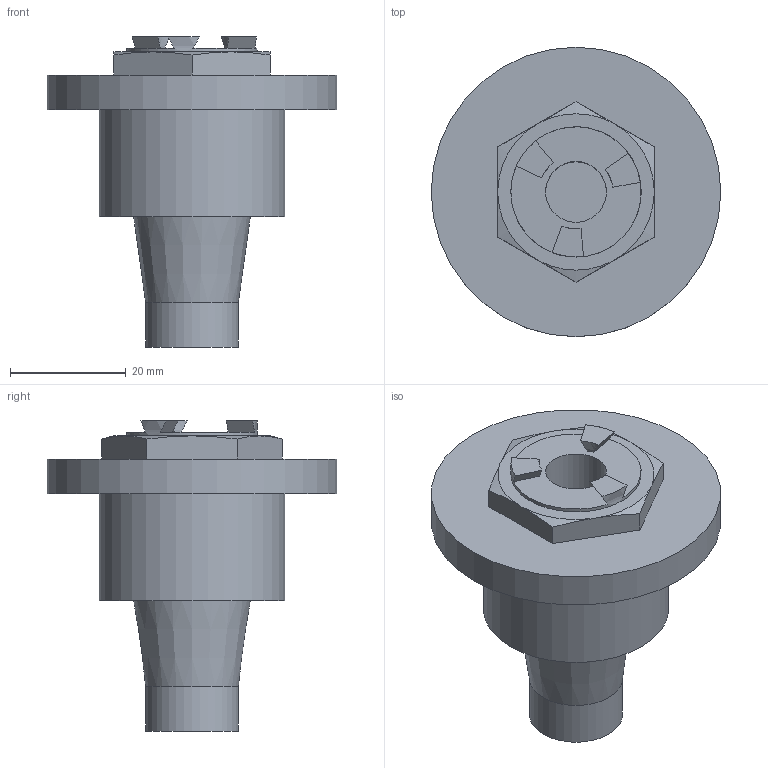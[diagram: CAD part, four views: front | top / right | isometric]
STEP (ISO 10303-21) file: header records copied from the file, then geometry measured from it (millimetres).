
FILE_DESCRIPTION(/* description */ (''),/* implementation_level */ '2;1');
FILE_NAME(/* name */ '836281_stp.stp',/* time_stamp */ '2017-05-17T08:23:58+02:00',/* author */ (''),/* organization */ (''),/* preprocessor_version */ 'ST-DEVELOPER v15',/* originating_system */ 'SIEMENS PLM Software NX 9.0',/* authorisation */ '');
FILE_SCHEMA (('AUTOMOTIVE_DESIGN { 1 0 10303 214 3 1 1 1 }'));
Length unit declared in the file: millimetre
Products named in the file (1): reic12749A0F2zpw
Bounding box: 50 x 50 x 53.6 mm (x, y, z)
Volume: 31699.3 mm3; surface area: 9596 mm2
Topology: 1 solids, 1 shells, 37 faces, 90 edges, 60 vertices
Faces by surface type: plane 22, cylinder 8, cone 7
Full cylindrical faces by diameter (mm): 10.5 x1, 16 x1, 22.5 x1, 32 x1, 50 x1
Entity records: 1100 total; most frequent: CARTESIAN_POINT 214, DIRECTION 186, ORIENTED_EDGE 164, EDGE_CURVE 82, AXIS2_PLACEMENT_3D 78, VERTEX_POINT 58, EDGE_LOOP 48, ADVANCED_FACE 37
